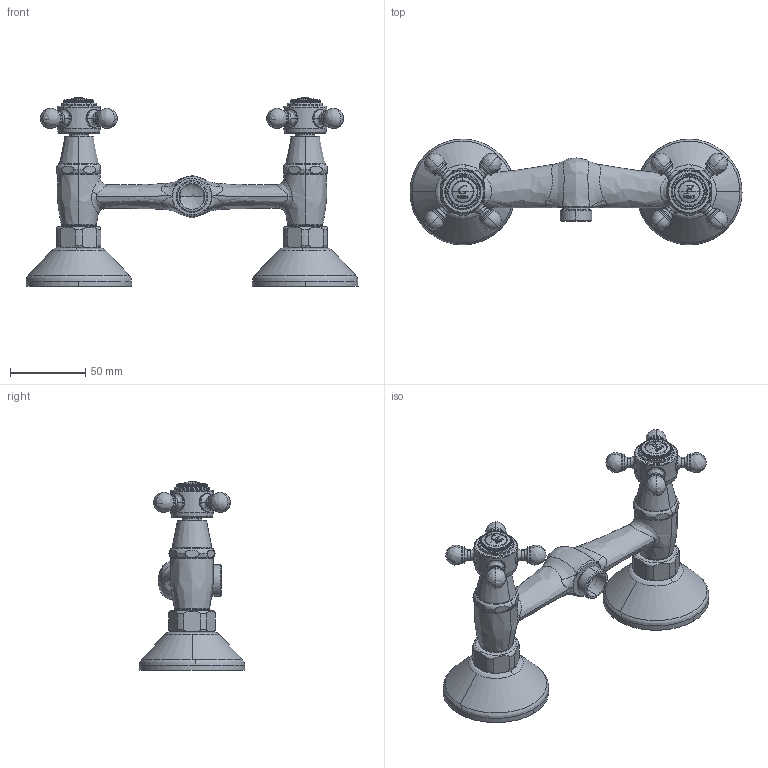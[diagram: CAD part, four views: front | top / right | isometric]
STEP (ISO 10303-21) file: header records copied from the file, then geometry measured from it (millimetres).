
FILE_DESCRIPTION (( 'STEP AP214' ), '1' );
FILE_NAME ('231190.STEP', '2020-08-21T09:24:42', ( '' ), ( '' ), 'SwSTEP 2.0', 'SolidWorks 2016', '' );
FILE_SCHEMA (( 'AUTOMOTIVE_DESIGN' ));
Length unit declared in the file: millimetre
Products named in the file (12): VOLANTE BIMANDO 1866; PLAFËN GRB6001; LETRA F; BATERIA DUCHA 1866 ROSCA 1-2; INDICE 1866 CROMO_-01; 0001 PESTAÐA 3-8 IZQD._03; 1073 CUBREMONTURAS LAVABO MONOBLOC GRB_-01; MONTURA F118 G｢''''''''; pan head cross recess screw_din_ISO 7045 - M4 x 10 - Z --- 10C; TUERCA ･''''''''; LETRA C; 231190
Assembly tree (19 placements, depth 2):
  231190
    BATERIA DUCHA 1866 ROSCA 1-2
    MONTURA F118 G｢''''''''  x2
    1073 CUBREMONTURAS LAVABO MONOBLOC GRB_-01  x2
    VOLANTE BIMANDO 1866  x2
    INDICE 1866 CROMO_-01  x2
    LETRA F
    LETRA C
    0001 PESTAÐA 3-8 IZQD._03  x2
    TUERCA ･''''''''  x2
    PLAFËN GRB6001  x2
    pan head cross recess screw_din_ISO 7045 - M4 x 10 - Z --- 10C  x2
Bounding box: 220 x 70 x 125.06 mm (x, y, z)
Volume: 132031 mm3; surface area: 101386.6 mm2
Topology: 25 solids, 29 shells, 2338 faces, 6304 edges, 3922 vertices
Faces by surface type: plane 843, bspline 697, cylinder 532, cone 266
Entity records: 90523 total; most frequent: CARTESIAN_POINT 39734, ORIENTED_EDGE 7972, DIRECTION 5698, EDGE_CURVE 3986, VERTEX_POINT 2535, AXIS2_PLACEMENT_3D 2219, EDGE_LOOP 1597, UNCERTAINTY_MEASURE_WITH_UNIT 1566
